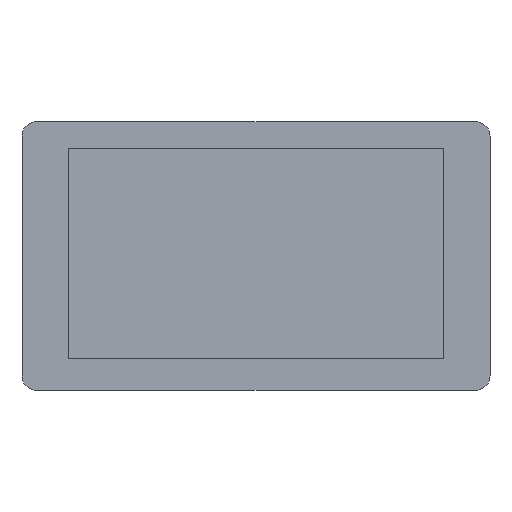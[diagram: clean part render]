
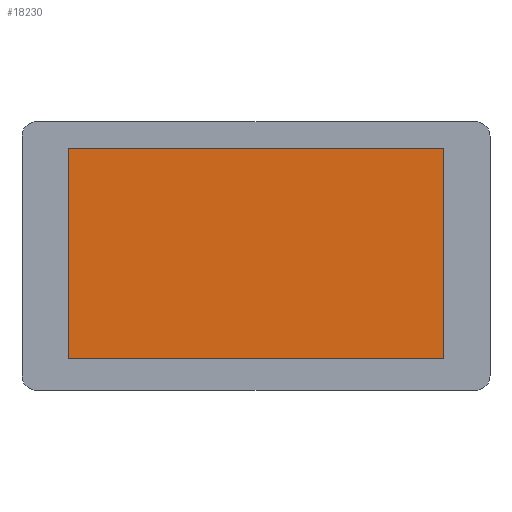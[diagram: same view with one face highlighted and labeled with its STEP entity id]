
A CAD part, top view. The second image highlights one B-rep face of the part: STEP entity #18230.
In plain terms, the highlighted planar face has unit normal (0, 0, 1).
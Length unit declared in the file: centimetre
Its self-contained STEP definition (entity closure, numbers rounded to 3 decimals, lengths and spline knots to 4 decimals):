
#667=LINE('',#25620,#3000);
#668=LINE('',#25622,#3001);
#669=LINE('',#25624,#3002);
#670=LINE('',#25625,#3003);
#3000=VECTOR('',#20664,1.);
#3001=VECTOR('',#20665,1.);
#3002=VECTOR('',#20666,1.);
#3003=VECTOR('',#20667,1.);
#5279=PLANE('',#19267);
#6327=FACE_OUTER_BOUND('',#7359,.T.);
#7359=EDGE_LOOP('',(#13337,#13338,#13339,#13340));
#8810=VERTEX_POINT('',#25618);
#8811=VERTEX_POINT('',#25619);
#8812=VERTEX_POINT('',#25621);
#8813=VERTEX_POINT('',#25623);
#10662=EDGE_CURVE('',#8810,#8811,#667,.T.);
#10663=EDGE_CURVE('',#8812,#8810,#668,.T.);
#10664=EDGE_CURVE('',#8813,#8812,#669,.T.);
#10665=EDGE_CURVE('',#8811,#8813,#670,.T.);
#13337=ORIENTED_EDGE('',*,*,#10662,.F.);
#13338=ORIENTED_EDGE('',*,*,#10663,.F.);
#13339=ORIENTED_EDGE('',*,*,#10664,.F.);
#13340=ORIENTED_EDGE('',*,*,#10665,.F.);
#18230=ADVANCED_FACE('',(#6327),#5279,.T.);
#19267=AXIS2_PLACEMENT_3D('',#25617,#20662,#20663);
#20662=DIRECTION('center_axis',(0.,0.,1.));
#20663=DIRECTION('ref_axis',(1.,0.,0.));
#20664=DIRECTION('',(0.,1.,0.));
#20665=DIRECTION('',(-1.,0.,0.));
#20666=DIRECTION('',(0.,-1.,0.));
#20667=DIRECTION('',(1.,0.,0.));
#25617=CARTESIAN_POINT('Origin',(9.648,5.538,0.08));
#25618=CARTESIAN_POINT('',(1.904,1.303,0.08));
#25619=CARTESIAN_POINT('',(1.904,9.975,0.08));
#25620=CARTESIAN_POINT('',(1.904,7.7565,0.08));
#25621=CARTESIAN_POINT('',(17.392,1.303,0.08));
#25622=CARTESIAN_POINT('',(5.776,1.303,0.08));
#25623=CARTESIAN_POINT('',(17.392,9.975,0.08));
#25624=CARTESIAN_POINT('',(17.392,3.4205,0.08));
#25625=CARTESIAN_POINT('',(13.52,9.975,0.08));
